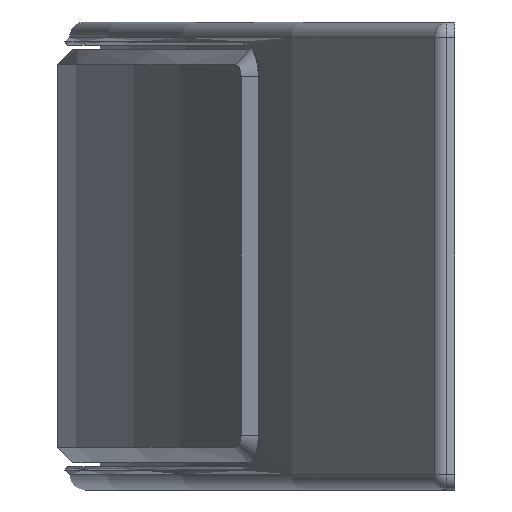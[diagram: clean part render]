
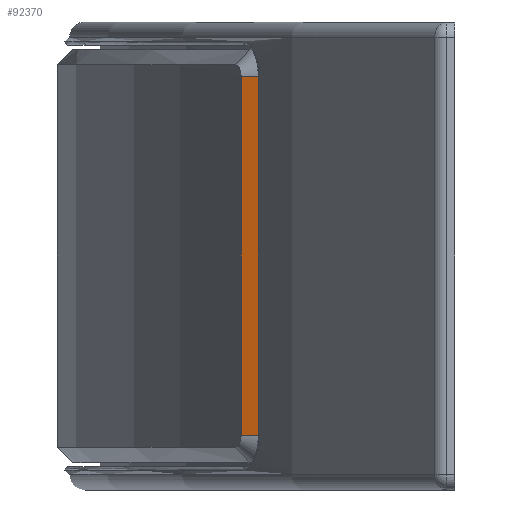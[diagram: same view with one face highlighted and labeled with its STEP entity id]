
A CAD part, left-side view. The second image highlights one B-rep face of the part: STEP entity #92370.
In plain terms, the highlighted free-form (B-spline) face has degree [3, 1] with [10, 2] control points.
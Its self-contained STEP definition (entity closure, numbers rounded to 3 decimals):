
#91490=CARTESIAN_POINT('',(18.107,11.363,196.5));
#91500=CARTESIAN_POINT('',(18.107,11.363,
196.453));
#91510=CARTESIAN_POINT('',(18.107,11.363,
196.406));
#91520=CARTESIAN_POINT('',(18.107,11.363,
192.573));
#91530=CARTESIAN_POINT('',(18.107,11.363,
188.786));
#91540=CARTESIAN_POINT('',(18.107,11.363,
181.214));
#91550=CARTESIAN_POINT('',(18.107,11.363,
177.427));
#91560=CARTESIAN_POINT('',(18.107,11.363,
173.594));
#91570=CARTESIAN_POINT('',(18.107,11.363,
173.547));
#91580=CARTESIAN_POINT('',(18.107,11.363,173.5));
#91590=CARTESIAN_POINT('',(17.675,12.705,
196.5));
#91600=CARTESIAN_POINT('',(17.675,12.705,
196.453));
#91610=CARTESIAN_POINT('',(17.675,12.705,
196.406));
#91620=CARTESIAN_POINT('',(17.675,12.705,
192.573));
#91630=CARTESIAN_POINT('',(17.675,12.705,
188.786));
#91640=CARTESIAN_POINT('',(17.675,12.705,
181.214));
#91650=CARTESIAN_POINT('',(17.675,12.705,
177.427));
#91660=CARTESIAN_POINT('',(17.675,12.705,
173.594));
#91670=CARTESIAN_POINT('',(17.675,12.705,
173.547));
#91680=CARTESIAN_POINT('',(17.675,12.705,
173.5));
#91690=B_SPLINE_SURFACE_WITH_KNOTS('',3,1,((#91490,#91590),(#91500,
#91600),(#91510,#91610),(#91520,#91620),(#91530,#91630),(#91540,#91640),
(#91550,#91650),(#91560,#91660),(#91570,#91670),(#91580,#91680)),
.UNSPECIFIED.,.F.,.F.,.F.,(4,2,2,2,4),(2,2),(0.,0.141,
11.5,22.859,23.),(0.,1.),
.UNSPECIFIED.);
#91700=CARTESIAN_POINT('',(18.107,11.363,196.5));
#91710=CARTESIAN_POINT('',(18.107,11.363,
196.453));
#91720=CARTESIAN_POINT('',(18.107,11.363,
196.406));
#91730=CARTESIAN_POINT('',(18.107,11.363,
192.573));
#91740=CARTESIAN_POINT('',(18.107,11.363,
188.786));
#91750=CARTESIAN_POINT('',(18.107,11.363,
181.214));
#91760=CARTESIAN_POINT('',(18.107,11.363,
177.427));
#91770=CARTESIAN_POINT('',(18.107,11.363,
173.594));
#91780=CARTESIAN_POINT('',(18.107,11.363,
173.547));
#91790=CARTESIAN_POINT('',(18.107,11.363,173.5));
#91800=B_SPLINE_CURVE_WITH_KNOTS('',3,(#91700,#91710,#91720,#91730,
#91740,#91750,#91760,#91770,#91780,#91790),.UNSPECIFIED.,.F.,.F.,(4,2,2,
2,4),(0.,0.141,11.5,22.859,
23.),.UNSPECIFIED.);
#91810=CARTESIAN_POINT('',(18.107,11.363,
173.931));
#91820=VERTEX_POINT('',#91810);
#91830=CARTESIAN_POINT('',(18.107,11.363,173.5));
#91840=VERTEX_POINT('',#91830);
#91850=EDGE_CURVE('',#91820,#91840,#91800,.T.);
#91860=ORIENTED_EDGE('',*,*,#91850,.T.);
#91870=CARTESIAN_POINT('',(18.107,11.363,173.5));
#91880=CARTESIAN_POINT('',(18.107,11.363,
173.547));
#91890=CARTESIAN_POINT('',(18.107,11.363,
173.594));
#91900=CARTESIAN_POINT('',(18.107,11.363,
177.427));
#91910=CARTESIAN_POINT('',(18.107,11.363,
181.214));
#91920=CARTESIAN_POINT('',(18.107,11.363,
188.786));
#91930=CARTESIAN_POINT('',(18.107,11.363,
192.573));
#91940=CARTESIAN_POINT('',(18.107,11.363,
196.406));
#91950=CARTESIAN_POINT('',(18.107,11.363,
196.453));
#91960=CARTESIAN_POINT('',(18.107,11.363,196.5));
#91970=B_SPLINE_CURVE_WITH_KNOTS('',3,(#91870,#91880,#91890,#91900,
#91910,#91920,#91930,#91940,#91950,#91960),.UNSPECIFIED.,.F.,.F.,(4,2,2,
2,4),(0.,0.141,11.5,22.859,
23.),.UNSPECIFIED.);
#91980=CARTESIAN_POINT('',(18.107,11.363,
195.873));
#91990=VERTEX_POINT('',#91980);
#92000=EDGE_CURVE('',#91820,#91990,#91970,.T.);
#92010=ORIENTED_EDGE('',*,*,#92000,.F.);
#92020=CARTESIAN_POINT('',(18.107,11.363,196.5));
#92030=VERTEX_POINT('',#92020);
#92040=EDGE_CURVE('',#92030,#91990,#91800,.T.);
#92050=ORIENTED_EDGE('',*,*,#92040,.T.);
#92060=CARTESIAN_POINT('',(17.675,12.705,
196.5));
#92070=DIRECTION('',(0.306,-0.952,
0.));
#92080=VECTOR('',#92070,1.);
#92090=LINE('',#92060,#92080);
#92100=CARTESIAN_POINT('',(17.675,12.705,
196.5));
#92110=VERTEX_POINT('',#92100);
#92120=EDGE_CURVE('',#92110,#92030,#92090,.T.);
#92130=ORIENTED_EDGE('',*,*,#92120,.T.);
#92140=CARTESIAN_POINT('',(17.675,12.705,
196.5));
#92150=CARTESIAN_POINT('',(17.675,12.705,
196.453));
#92160=CARTESIAN_POINT('',(17.675,12.705,
196.406));
#92170=CARTESIAN_POINT('',(17.675,12.705,
192.573));
#92180=CARTESIAN_POINT('',(17.675,12.705,
188.786));
#92190=CARTESIAN_POINT('',(17.675,12.705,
181.214));
#92200=CARTESIAN_POINT('',(17.675,12.705,
177.427));
#92210=CARTESIAN_POINT('',(17.675,12.705,
173.594));
#92220=CARTESIAN_POINT('',(17.675,12.705,
173.547));
#92230=CARTESIAN_POINT('',(17.675,12.705,
173.5));
#92240=B_SPLINE_CURVE_WITH_KNOTS('',3,(#92140,#92150,#92160,#92170,
#92180,#92190,#92200,#92210,#92220,#92230),.UNSPECIFIED.,.F.,.F.,(4,2,2,
2,4),(0.,0.141,11.5,22.859,
23.),.UNSPECIFIED.);
#92250=CARTESIAN_POINT('',(17.675,12.705,
173.5));
#92260=VERTEX_POINT('',#92250);
#92270=EDGE_CURVE('',#92110,#92260,#92240,.T.);
#92280=ORIENTED_EDGE('',*,*,#92270,.F.);
#92290=CARTESIAN_POINT('',(18.107,11.363,173.5));
#92300=DIRECTION('',(-0.306,0.952,
0.));
#92310=VECTOR('',#92300,1.);
#92320=LINE('',#92290,#92310);
#92330=EDGE_CURVE('',#91840,#92260,#92320,.T.);
#92340=ORIENTED_EDGE('',*,*,#92330,.T.);
#92350=EDGE_LOOP('',(#92340,#92280,#92130,#92050,#92010,#91860));
#92360=FACE_OUTER_BOUND('',#92350,.T.);
#92370=ADVANCED_FACE('',(#92360),#91690,.T.);
